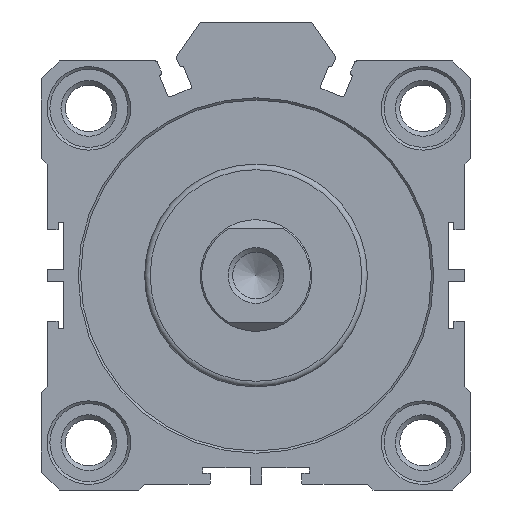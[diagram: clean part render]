
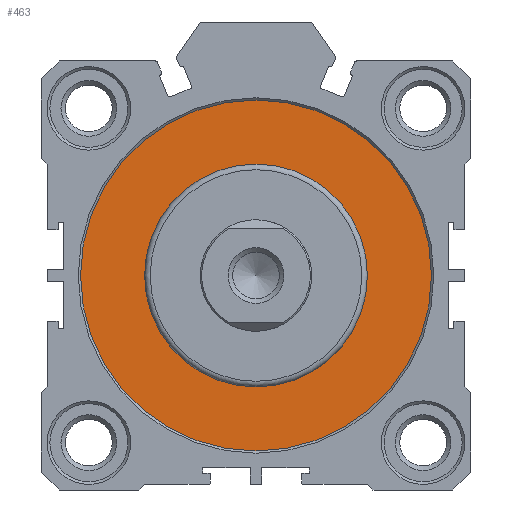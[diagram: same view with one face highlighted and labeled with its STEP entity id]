
A CAD part, left-side view. The second image highlights one B-rep face of the part: STEP entity #463.
In plain terms, the highlighted planar face has unit normal (-1, 0, 0).
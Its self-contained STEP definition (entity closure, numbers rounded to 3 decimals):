
#463 = ADVANCED_FACE( '', ( #1030, #1031 ), #1032, .T. );
#1030 = FACE_BOUND( '', #1699, .T. );
#1031 = FACE_OUTER_BOUND( '', #1700, .T. );
#1032 = PLANE( '', #1701 );
#1699 = EDGE_LOOP( '', ( #2861 ) );
#1700 = EDGE_LOOP( '', ( #2862 ) );
#1701 = AXIS2_PLACEMENT_3D( '', #2863, #2864, #2865 );
#2861 = ORIENTED_EDGE( '', *, *, #3815, .T. );
#2862 = ORIENTED_EDGE( '', *, *, #3977, .F. );
#2863 = CARTESIAN_POINT( '', ( 5.2, 31.5, 0. ) );
#2864 = DIRECTION( '', ( -1., 0., 0. ) );
#2865 = DIRECTION( '', ( 0., 0., 1. ) );
#3815 = EDGE_CURVE( '', #4563, #4563, #4564, .T. );
#3977 = EDGE_CURVE( '', #4825, #4825, #4826, .T. );
#4563 = VERTEX_POINT( '', #5594 );
#4564 = CIRCLE( '', #5595, 20. );
#4825 = VERTEX_POINT( '', #5922 );
#4826 = CIRCLE( '', #5923, 31.5 );
#5594 = CARTESIAN_POINT( '', ( 5.2, 0., -20. ) );
#5595 = AXIS2_PLACEMENT_3D( '', #6651, #6652, #6653 );
#5922 = CARTESIAN_POINT( '', ( 5.2, 0., -31.5 ) );
#5923 = AXIS2_PLACEMENT_3D( '', #6870, #6871, #6872 );
#6651 = CARTESIAN_POINT( '', ( 5.2, 0., 0. ) );
#6652 = DIRECTION( '', ( 1., 0., 0. ) );
#6653 = DIRECTION( '', ( 0., 0., -1. ) );
#6870 = CARTESIAN_POINT( '', ( 5.2, 0., 0. ) );
#6871 = DIRECTION( '', ( 1., 0., 0. ) );
#6872 = DIRECTION( '', ( 0., 0., -1. ) );
